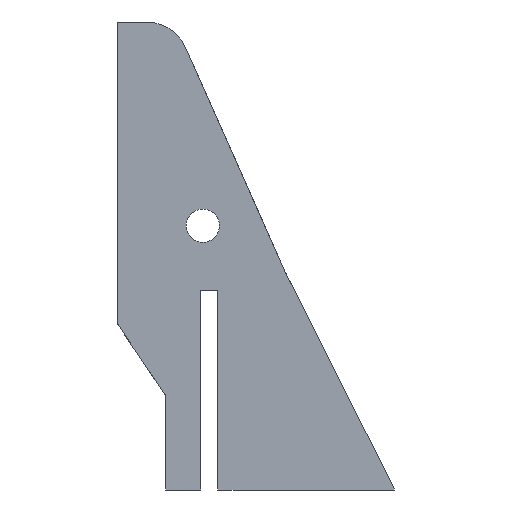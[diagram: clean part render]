
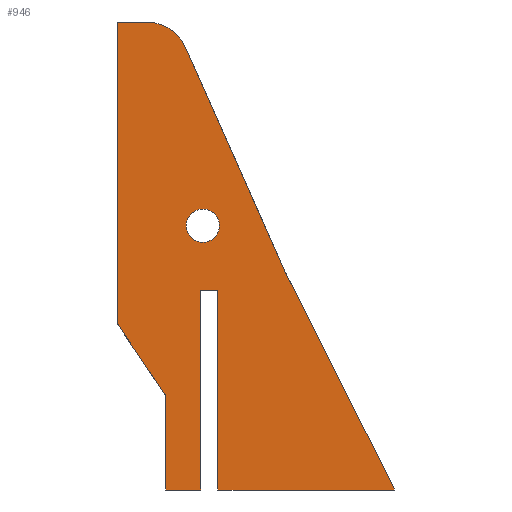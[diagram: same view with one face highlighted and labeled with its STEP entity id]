
A CAD part, left-side view. The second image highlights one B-rep face of the part: STEP entity #946.
In plain terms, the highlighted planar face has unit normal (-1, 0, 0).
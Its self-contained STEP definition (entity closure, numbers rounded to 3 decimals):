
#33=FACE_BOUND('',#340,.T.);
#48=PLANE('',#1026);
#77=LINE('',#1391,#173);
#92=LINE('',#1424,#188);
#99=LINE('',#1442,#195);
#105=LINE('',#1465,#201);
#112=LINE('',#1493,#208);
#113=LINE('',#1494,#209);
#114=LINE('',#1496,#210);
#115=LINE('',#1500,#211);
#116=LINE('',#1502,#212);
#117=LINE('',#1504,#213);
#118=LINE('',#1505,#214);
#173=VECTOR('',#1118,10.);
#188=VECTOR('',#1141,10.);
#195=VECTOR('',#1156,10.);
#201=VECTOR('',#1174,10.);
#208=VECTOR('',#1195,10.);
#209=VECTOR('',#1196,10.);
#210=VECTOR('',#1197,10.);
#211=VECTOR('',#1200,10.);
#212=VECTOR('',#1201,10.);
#213=VECTOR('',#1202,10.);
#214=VECTOR('',#1203,10.);
#288=FACE_OUTER_BOUND('',#339,.T.);
#339=EDGE_LOOP('',(#731,#732,#733,#734,#735,#736,#737,#738,#739,#740,#741,
#742));
#340=EDGE_LOOP('',(#743));
#394=CIRCLE('',#1027,4.5);
#395=CIRCLE('',#1028,1.75);
#423=VERTEX_POINT('',#1388);
#424=VERTEX_POINT('',#1390);
#438=VERTEX_POINT('',#1422);
#444=VERTEX_POINT('',#1439);
#445=VERTEX_POINT('',#1441);
#455=VERTEX_POINT('',#1462);
#456=VERTEX_POINT('',#1464);
#465=VERTEX_POINT('',#1495);
#466=VERTEX_POINT('',#1497);
#467=VERTEX_POINT('',#1499);
#468=VERTEX_POINT('',#1501);
#469=VERTEX_POINT('',#1503);
#470=VERTEX_POINT('',#1506);
#521=EDGE_CURVE('',#424,#423,#77,.T.);
#538=EDGE_CURVE('',#438,#423,#92,.T.);
#547=EDGE_CURVE('',#444,#445,#99,.T.);
#558=EDGE_CURVE('',#456,#455,#105,.T.);
#571=EDGE_CURVE('',#438,#445,#112,.T.);
#572=EDGE_CURVE('',#444,#456,#113,.T.);
#573=EDGE_CURVE('',#455,#465,#114,.T.);
#574=EDGE_CURVE('',#466,#465,#394,.T.);
#575=EDGE_CURVE('',#466,#467,#115,.T.);
#576=EDGE_CURVE('',#467,#468,#116,.T.);
#577=EDGE_CURVE('',#468,#469,#117,.F.);
#578=EDGE_CURVE('',#469,#424,#118,.F.);
#579=EDGE_CURVE('',#470,#470,#395,.T.);
#731=ORIENTED_EDGE('',*,*,#521,.T.);
#732=ORIENTED_EDGE('',*,*,#538,.F.);
#733=ORIENTED_EDGE('',*,*,#571,.T.);
#734=ORIENTED_EDGE('',*,*,#547,.F.);
#735=ORIENTED_EDGE('',*,*,#572,.T.);
#736=ORIENTED_EDGE('',*,*,#558,.T.);
#737=ORIENTED_EDGE('',*,*,#573,.T.);
#738=ORIENTED_EDGE('',*,*,#574,.F.);
#739=ORIENTED_EDGE('',*,*,#575,.T.);
#740=ORIENTED_EDGE('',*,*,#576,.T.);
#741=ORIENTED_EDGE('',*,*,#577,.T.);
#742=ORIENTED_EDGE('',*,*,#578,.T.);
#743=ORIENTED_EDGE('',*,*,#579,.T.);
#946=ADVANCED_FACE('',(#288,#33),#48,.T.);
#1026=AXIS2_PLACEMENT_3D('',#1492,#1193,#1194);
#1027=AXIS2_PLACEMENT_3D('',#1498,#1198,#1199);
#1028=AXIS2_PLACEMENT_3D('',#1507,#1204,#1205);
#1118=DIRECTION('',(0.,-1.,0.));
#1141=DIRECTION('',(0.,0.,-1.));
#1156=DIRECTION('',(0.,0.,1.));
#1174=DIRECTION('',(0.,0.449,0.893));
#1193=DIRECTION('center_axis',(-1.,0.,0.));
#1194=DIRECTION('ref_axis',(0.,1.,0.));
#1195=DIRECTION('',(0.,-1.,0.));
#1196=DIRECTION('',(0.,-1.,0.));
#1197=DIRECTION('',(0.,0.405,0.914));
#1198=DIRECTION('center_axis',(1.,0.,0.));
#1199=DIRECTION('ref_axis',(0.,-0.545,0.838));
#1200=DIRECTION('',(0.,1.,0.));
#1201=DIRECTION('',(0.,0.,-1.));
#1202=DIRECTION('',(0.,0.559,0.829));
#1203=DIRECTION('',(0.,0.,1.));
#1204=DIRECTION('center_axis',(1.,0.,0.));
#1205=DIRECTION('ref_axis',(0.,1.,0.));
#1388=CARTESIAN_POINT('',(-14.5,156.45,364.6));
#1390=CARTESIAN_POINT('',(-14.5,160.15,364.6));
#1391=CARTESIAN_POINT('',(-14.5,146.665,364.6));
#1422=CARTESIAN_POINT('',(-14.5,156.45,385.6));
#1424=CARTESIAN_POINT('',(-14.5,156.45,385.6));
#1439=CARTESIAN_POINT('',(-14.5,154.65,364.6));
#1441=CARTESIAN_POINT('',(-14.5,154.65,385.6));
#1442=CARTESIAN_POINT('',(-14.5,154.65,364.6));
#1462=CARTESIAN_POINT('',(-14.5,147.59,387.6));
#1464=CARTESIAN_POINT('',(-14.5,136.031,364.6));
#1465=CARTESIAN_POINT('',(-14.5,141.811,376.1));
#1492=CARTESIAN_POINT('Origin',(-14.5,136.031,364.6));
#1493=CARTESIAN_POINT('',(-14.5,158.15,385.6));
#1494=CARTESIAN_POINT('',(-14.5,154.65,364.6));
#1495=CARTESIAN_POINT('',(-14.5,158.064,411.224));
#1496=CARTESIAN_POINT('',(-14.5,159.25,413.9));
#1497=CARTESIAN_POINT('',(-14.5,162.177,413.9));
#1498=CARTESIAN_POINT('Origin',(-14.5,162.177,409.4));
#1499=CARTESIAN_POINT('',(-14.5,165.25,413.9));
#1500=CARTESIAN_POINT('',(-14.5,165.25,413.9));
#1501=CARTESIAN_POINT('',(-14.5,165.25,382.111));
#1502=CARTESIAN_POINT('',(-14.5,165.25,383.9));
#1503=CARTESIAN_POINT('',(-14.5,160.15,374.544));
#1504=CARTESIAN_POINT('',(-14.5,157.043,369.935));
#1505=CARTESIAN_POINT('',(-14.5,160.15,375.1));
#1506=CARTESIAN_POINT('',(-14.5,154.482,392.448));
#1507=CARTESIAN_POINT('Origin',(-14.5,156.232,392.448));
